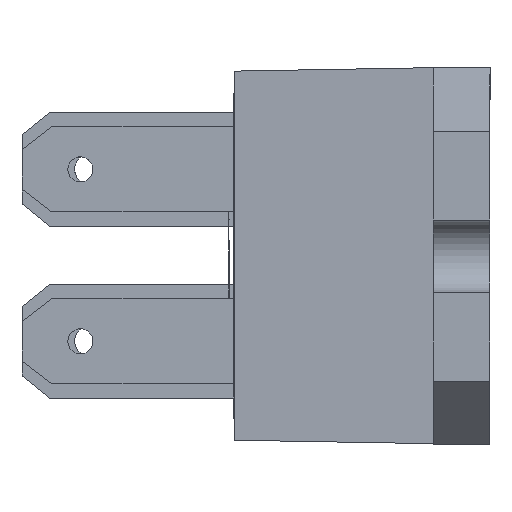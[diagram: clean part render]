
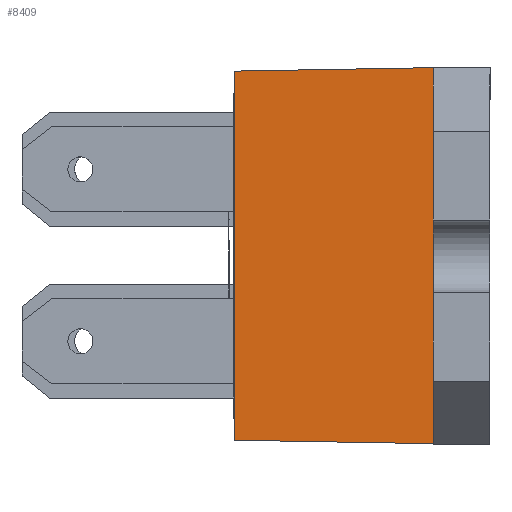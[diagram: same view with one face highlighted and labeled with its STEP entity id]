
A CAD part, left-side view. The second image highlights one B-rep face of the part: STEP entity #8409.
In plain terms, the highlighted planar face has unit normal (1, -0.018, 0).
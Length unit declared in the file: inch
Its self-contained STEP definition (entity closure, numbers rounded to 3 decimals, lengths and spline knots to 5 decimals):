
#18 = EDGE_CURVE ( 'NONE', #900, #276, #4522, .T. ) ;
#276 = VERTEX_POINT ( 'NONE', #4993 ) ;
#303 = CARTESIAN_POINT ( 'NONE',  ( -0.58611, 0.40856, -0.11824 ) ) ;
#473 = CARTESIAN_POINT ( 'NONE',  ( -0.57739, 0.90856, -0.9006 ) ) ;
#715 = ORIENTED_EDGE ( 'NONE', *, *, #7331, .T. ) ;
#900 = VERTEX_POINT ( 'NONE', #7669 ) ;
#1060 = VERTEX_POINT ( 'NONE', #303 ) ;
#1175 = EDGE_CURVE ( 'NONE', #8834, #900, #8657, .T. ) ;
#1572 = LINE ( 'NONE', #4078, #6071 ) ;
#1904 = CARTESIAN_POINT ( 'NONE',  ( -0.58502, 0.47106, -0.07933 ) ) ;
#1949 = ORIENTED_EDGE ( 'NONE', *, *, #18, .T. ) ;
#1971 = CARTESIAN_POINT ( 'NONE',  ( -0.58502, 0.47106, -0.11933 ) ) ;
#1972 = DIRECTION ( 'NONE',  ( 0.017, 1., 0.017 ) ) ;
#2091 = DIRECTION ( 'NONE',  ( 0., 0., -1. ) ) ;
#2120 = CARTESIAN_POINT ( 'NONE',  ( -0.58611, 0.40856, -0.07933 ) ) ;
#2220 = ORIENTED_EDGE ( 'NONE', *, *, #4150, .T. ) ;
#2655 = AXIS2_PLACEMENT_3D ( 'NONE', #3454, #8141, #4164 ) ;
#2812 = VECTOR ( 'NONE', #8632, 39.37008 ) ;
#2937 = ORIENTED_EDGE ( 'NONE', *, *, #6518, .T. ) ;
#3028 = ORIENTED_EDGE ( 'NONE', *, *, #1175, .T. ) ;
#3144 = CARTESIAN_POINT ( 'NONE',  ( -0.57739, 0.90856, -0.07933 ) ) ;
#3454 = CARTESIAN_POINT ( 'NONE',  ( -0.57739, 0.90856, -0.07933 ) ) ;
#3614 = EDGE_CURVE ( 'NONE', #276, #7482, #6684, .T. ) ;
#3810 = VECTOR ( 'NONE', #8785, 39.37008 ) ;
#3869 = DIRECTION ( 'NONE',  ( 0., 0., -1. ) ) ;
#4049 = ORIENTED_EDGE ( 'NONE', *, *, #8415, .T. ) ;
#4078 = CARTESIAN_POINT ( 'NONE',  ( -0.58611, 0.40856, -0.07933 ) ) ;
#4150 = EDGE_CURVE ( 'NONE', #5729, #5049, #5544, .T. ) ;
#4164 = DIRECTION ( 'NONE',  ( 0.017, 1., 0. ) ) ;
#4208 = VECTOR ( 'NONE', #2091, 39.37008 ) ;
#4522 = LINE ( 'NONE', #6715, #4534 ) ;
#4534 = VECTOR ( 'NONE', #6864, 39.37008 ) ;
#4733 = CARTESIAN_POINT ( 'NONE',  ( -0.57739, 0.90856, -0.08806 ) ) ;
#4816 = PLANE ( 'NONE',  #2655 ) ;
#4818 = ORIENTED_EDGE ( 'NONE', *, *, #6427, .T. ) ;
#4993 = CARTESIAN_POINT ( 'NONE',  ( -0.58611, 0.40856, -0.87042 ) ) ;
#5049 = VERTEX_POINT ( 'NONE', #6745 ) ;
#5229 = CARTESIAN_POINT ( 'NONE',  ( -0.57739, 0.90856, -0.08806 ) ) ;
#5335 = VECTOR ( 'NONE', #8542, 39.37008 ) ;
#5481 = LINE ( 'NONE', #3144, #5335 ) ;
#5544 = LINE ( 'NONE', #5229, #2812 ) ;
#5729 = VERTEX_POINT ( 'NONE', #4733 ) ;
#6071 = VECTOR ( 'NONE', #6787, 39.37008 ) ;
#6089 = VECTOR ( 'NONE', #3869, 39.37008 ) ;
#6249 = ORIENTED_EDGE ( 'NONE', *, *, #3614, .T. ) ;
#6258 = FACE_OUTER_BOUND ( 'NONE', #6716, .T. ) ;
#6276 = VECTOR ( 'NONE', #1972, 39.37008 ) ;
#6427 = EDGE_CURVE ( 'NONE', #5049, #1060, #1572, .T. ) ;
#6518 = EDGE_CURVE ( 'NONE', #7482, #6968, #8437, .T. ) ;
#6679 = LINE ( 'NONE', #8817, #3810 ) ;
#6684 = LINE ( 'NONE', #2120, #4208 ) ;
#6715 = CARTESIAN_POINT ( 'NONE',  ( -0.58502, 0.47106, -0.86933 ) ) ;
#6716 = EDGE_LOOP ( 'NONE', ( #2220, #4818, #4049, #3028, #1949, #6249, #2937, #715 ) ) ;
#6745 = CARTESIAN_POINT ( 'NONE',  ( -0.58611, 0.40856, -0.07933 ) ) ;
#6787 = DIRECTION ( 'NONE',  ( 0., 0., -1. ) ) ;
#6864 = DIRECTION ( 'NONE',  ( -0.017, -1., -0.017 ) ) ;
#6968 = VERTEX_POINT ( 'NONE', #473 ) ;
#7331 = EDGE_CURVE ( 'NONE', #6968, #5729, #5481, .T. ) ;
#7482 = VERTEX_POINT ( 'NONE', #7491 ) ;
#7491 = CARTESIAN_POINT ( 'NONE',  ( -0.58611, 0.40856, -0.90933 ) ) ;
#7669 = CARTESIAN_POINT ( 'NONE',  ( -0.58502, 0.47106, -0.86933 ) ) ;
#8141 = DIRECTION ( 'NONE',  ( 1., -0.017, 0. ) ) ;
#8409 = ADVANCED_FACE ( 'NONE', ( #6258 ), #4816, .T. ) ;
#8415 = EDGE_CURVE ( 'NONE', #1060, #8834, #6679, .T. ) ;
#8437 = LINE ( 'NONE', #8751, #6276 ) ;
#8542 = DIRECTION ( 'NONE',  ( 0., 0., 1. ) ) ;
#8632 = DIRECTION ( 'NONE',  ( -0.017, -1., 0.017 ) ) ;
#8657 = LINE ( 'NONE', #1904, #6089 ) ;
#8751 = CARTESIAN_POINT ( 'NONE',  ( -0.58611, 0.40856, -0.90933 ) ) ;
#8785 = DIRECTION ( 'NONE',  ( 0.017, 1., -0.017 ) ) ;
#8817 = CARTESIAN_POINT ( 'NONE',  ( -0.58611, 0.40856, -0.11824 ) ) ;
#8834 = VERTEX_POINT ( 'NONE', #1971 ) ;
